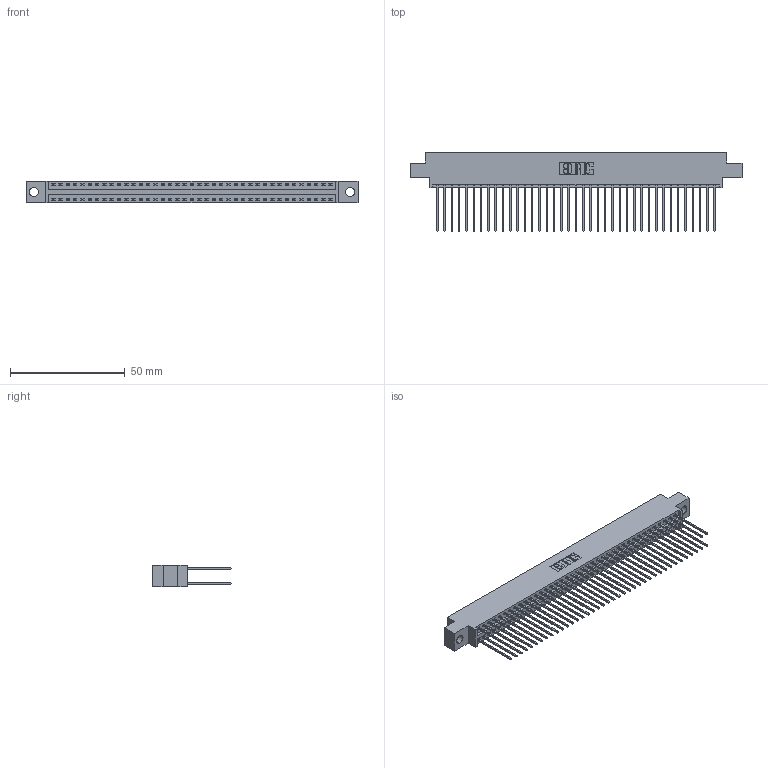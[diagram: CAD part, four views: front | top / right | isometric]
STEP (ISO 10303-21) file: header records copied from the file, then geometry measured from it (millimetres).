
FILE_DESCRIPTION (( 'STEP AP203' ), '1' );
FILE_NAME ('346-078-541-804.STEP', '2022-05-25T14:16:26', ( '' ), ( '' ), 'SwSTEP 2.0', 'SolidWorks 2020', '' );
FILE_SCHEMA (( 'CONFIG_CONTROL_DESIGN' ));
Length unit declared in the file: inch
Products named in the file (3): 345-292-001_345-293-141; 346-078-541-804; 346 Part_0.170 Offset - 0.156 Dia-TH
Assembly tree (79 placements, depth 2):
  346-078-541-804
    346 Part_0.170 Offset - 0.156 Dia-TH
    345-292-001_345-293-141  x78
Bounding box: 144.4 x 34.29 x 9.4 mm (x, y, z)
Volume: 14244.3 mm3; surface area: 21706.2 mm2
Topology: 79 solids, 79 shells, 4196 faces, 12467 edges, 8206 vertices
Faces by surface type: plane 2824, cylinder 1372
Entity records: 26425 total; most frequent: CARTESIAN_POINT 4366, ORIENTED_EDGE 4298, DIRECTION 3897, EDGE_CURVE 2149, LINE 1861, VECTOR 1861, VERTEX_POINT 1430, AXIS2_PLACEMENT_3D 1018
